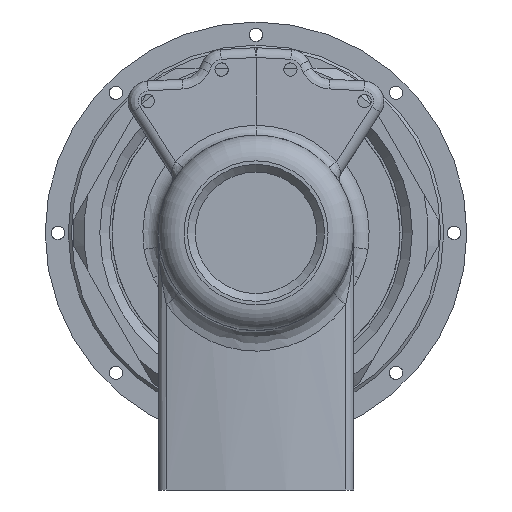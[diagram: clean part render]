
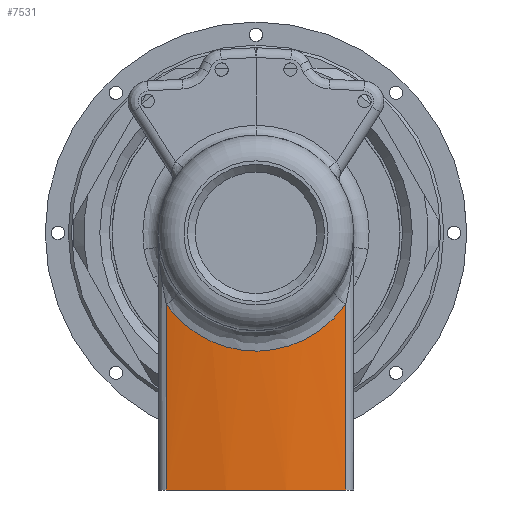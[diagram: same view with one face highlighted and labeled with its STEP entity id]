
A CAD part, left-side view. The second image highlights one B-rep face of the part: STEP entity #7531.
In plain terms, the highlighted cylindrical face has radius 40 mm (diameter 80 mm), a partial arc.
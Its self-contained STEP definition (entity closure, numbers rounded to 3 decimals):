
#172=B_SPLINE_CURVE_WITH_KNOTS('',3,(#9216,#9217,#9218,#9219,#9220,#9221,
#9222,#9223),.UNSPECIFIED.,.F.,.F.,(4,1,1,1,1,4),(0.,
0.003,0.005,0.01,0.015,
0.02),.UNSPECIFIED.);
#630=LINE('',#9212,#812);
#631=LINE('',#9225,#813);
#812=VECTOR('',#8285,1000.);
#813=VECTOR('',#8290,1000.);
#1180=ORIENTED_EDGE('',*,*,#2748,.T.);
#1181=ORIENTED_EDGE('',*,*,#2750,.T.);
#1182=ORIENTED_EDGE('',*,*,#2751,.T.);
#1183=ORIENTED_EDGE('',*,*,#2752,.T.);
#2748=EDGE_CURVE('',#3537,#3536,#630,.T.);
#2750=EDGE_CURVE('',#3536,#3538,#172,.T.);
#2751=EDGE_CURVE('',#3538,#3539,#631,.F.);
#2752=EDGE_CURVE('',#3539,#3537,#4054,.T.);
#3536=VERTEX_POINT('',#9211);
#3537=VERTEX_POINT('',#9213);
#3538=VERTEX_POINT('',#9224);
#3539=VERTEX_POINT('',#9226);
#4054=CIRCLE('',#7892,40.);
#4184=EDGE_LOOP('',(#1180,#1181,#1182,#1183));
#4627=FACE_BOUND('',#4184,.T.);
#5058=CYLINDRICAL_SURFACE('',#7891,40.);
#7531=ADVANCED_FACE('',(#4627),#5058,.T.);
#7891=AXIS2_PLACEMENT_3D('',#9215,#8288,#8289);
#7892=AXIS2_PLACEMENT_3D('',#9227,#8291,#8292);
#8285=DIRECTION('',(0.,0.,1.));
#8288=DIRECTION('',(0.,0.,1.));
#8289=DIRECTION('',(1.,0.,0.));
#8290=DIRECTION('',(0.,0.,1.));
#8291=DIRECTION('',(0.,0.,1.));
#8292=DIRECTION('',(1.,0.,0.));
#9211=CARTESIAN_POINT('',(16.462,-8.718,-6.961));
#9212=CARTESIAN_POINT('',(16.462,-8.718,-25.));
#9213=CARTESIAN_POINT('',(16.462,-8.718,-25.));
#9215=CARTESIAN_POINT('',(55.5,0.,-25.));
#9216=CARTESIAN_POINT('',(16.462,-8.718,-6.961));
#9217=CARTESIAN_POINT('',(16.35,-8.217,-7.653));
#9218=CARTESIAN_POINT('',(16.116,-7.082,-8.901));
#9219=CARTESIAN_POINT('',(15.677,-4.263,-10.853));
#9220=CARTESIAN_POINT('',(15.382,-0.025,-11.931));
#9221=CARTESIAN_POINT('',(15.736,5.116,-10.637));
#9222=CARTESIAN_POINT('',(16.238,7.715,-8.346));
#9223=CARTESIAN_POINT('',(16.462,8.718,-6.961));
#9224=CARTESIAN_POINT('',(16.462,8.718,-6.961));
#9225=CARTESIAN_POINT('',(16.462,8.718,-25.));
#9226=CARTESIAN_POINT('',(16.462,8.718,-25.));
#9227=CARTESIAN_POINT('',(55.5,0.,-25.));
